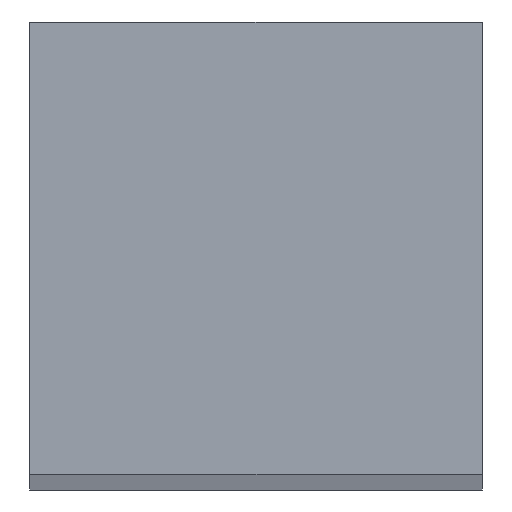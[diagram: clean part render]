
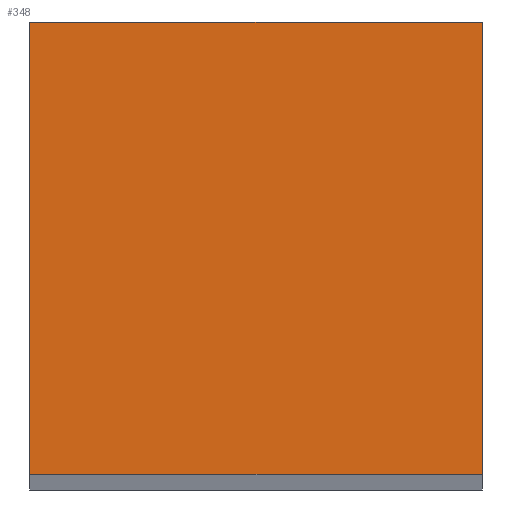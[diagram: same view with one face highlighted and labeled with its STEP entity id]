
A CAD part, top view. The second image highlights one B-rep face of the part: STEP entity #348.
In plain terms, the highlighted planar face has unit normal (0, 0, 1).
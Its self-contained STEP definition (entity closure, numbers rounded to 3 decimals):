
#11 = CARTESIAN_POINT ( 'NONE',  ( -115., 0., 4600. ) ) ;
#37 = CARTESIAN_POINT ( 'NONE',  ( -115., 230., 4600. ) ) ;
#47 = VECTOR ( 'NONE', #186, 1000. ) ;
#51 = EDGE_CURVE ( 'NONE', #316, #418, #139, .T. ) ;
#55 = DIRECTION ( 'NONE',  ( 0., 0., 1. ) ) ;
#67 = DIRECTION ( 'NONE',  ( -1., 0., 0. ) ) ;
#70 = CARTESIAN_POINT ( 'NONE',  ( -115., 230., 4600. ) ) ;
#92 = CARTESIAN_POINT ( 'NONE',  ( 115., 0., 4600. ) ) ;
#115 = EDGE_LOOP ( 'NONE', ( #343, #195, #141, #361 ) ) ;
#132 = LINE ( 'NONE', #37, #346 ) ;
#137 = EDGE_CURVE ( 'NONE', #333, #347, #376, .T. ) ;
#139 = LINE ( 'NONE', #70, #297 ) ;
#141 = ORIENTED_EDGE ( 'NONE', *, *, #385, .T. ) ;
#148 = LINE ( 'NONE', #441, #232 ) ;
#169 = PLANE ( 'NONE',  #360 ) ;
#172 = DIRECTION ( 'NONE',  ( 0., 1., 0. ) ) ;
#186 = DIRECTION ( 'NONE',  ( 1., 0., 0. ) ) ;
#188 = CARTESIAN_POINT ( 'NONE',  ( -115., 0., 4600. ) ) ;
#195 = ORIENTED_EDGE ( 'NONE', *, *, #137, .T. ) ;
#232 = VECTOR ( 'NONE', #172, 1000. ) ;
#234 = EDGE_CURVE ( 'NONE', #418, #333, #132, .T. ) ;
#266 = FACE_OUTER_BOUND ( 'NONE', #115, .T. ) ;
#278 = DIRECTION ( 'NONE',  ( 1., 0., 0. ) ) ;
#297 = VECTOR ( 'NONE', #67, 1000. ) ;
#306 = CARTESIAN_POINT ( 'NONE',  ( 0., 0., 4600. ) ) ;
#316 = VERTEX_POINT ( 'NONE', #397 ) ;
#333 = VERTEX_POINT ( 'NONE', #188 ) ;
#343 = ORIENTED_EDGE ( 'NONE', *, *, #234, .T. ) ;
#346 = VECTOR ( 'NONE', #393, 1000. ) ;
#347 = VERTEX_POINT ( 'NONE', #92 ) ;
#348 = ADVANCED_FACE ( 'NONE', ( #266 ), #169, .T. ) ;
#360 = AXIS2_PLACEMENT_3D ( 'NONE', #306, #55, #278 ) ;
#361 = ORIENTED_EDGE ( 'NONE', *, *, #51, .T. ) ;
#376 = LINE ( 'NONE', #11, #47 ) ;
#385 = EDGE_CURVE ( 'NONE', #347, #316, #148, .T. ) ;
#393 = DIRECTION ( 'NONE',  ( 0., -1., 0. ) ) ;
#397 = CARTESIAN_POINT ( 'NONE',  ( 115., 230., 4600. ) ) ;
#418 = VERTEX_POINT ( 'NONE', #437 ) ;
#437 = CARTESIAN_POINT ( 'NONE',  ( -115., 230., 4600. ) ) ;
#441 = CARTESIAN_POINT ( 'NONE',  ( 115., 230., 4600. ) ) ;
